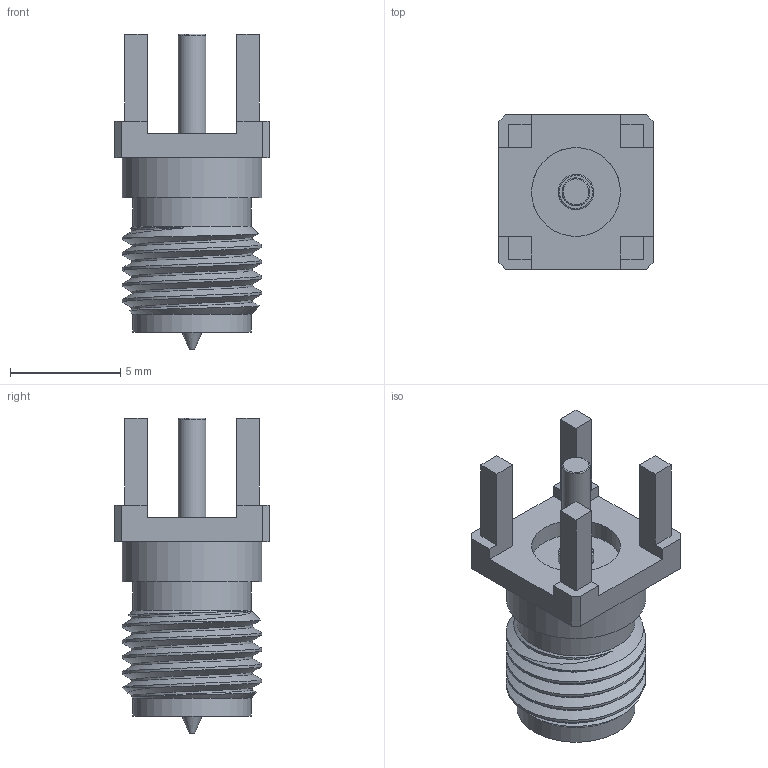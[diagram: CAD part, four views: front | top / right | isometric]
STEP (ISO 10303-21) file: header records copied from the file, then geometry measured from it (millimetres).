
FILE_DESCRIPTION(/* description */ ('Unknown'),/* implementation_level */ '2;1');
FILE_NAME(/* name */ '63012002124503',/* time_stamp */ '2018-09-20T16:59:26+02:00',/* author */ ('Unknown'),/* organization */ ('Unknown'),/* preprocessor_version */ 'ST-DEVELOPER v16.7',/* originating_system */ 'DEX',/* authorisation */ $);
FILE_SCHEMA (('AUTOMOTIVE_DESIGN {1 0 10303 214 3 1 1}'));
Length unit declared in the file: millimetre
Products named in the file (1): 63012002124503
Bounding box: 7 x 7 x 14.3 mm (x, y, z)
Volume: 246.2 mm3; surface area: 489.5 mm2
Topology: 1 solids, 3 shells, 71 faces, 172 edges, 114 vertices
Faces by surface type: plane 45, cylinder 14, torus 6, cone 4, bspline 2
Full cylindrical faces by diameter (mm): 0.92 x1, 1 x1, 1.27 x2, 1.6 x1, 4.03 x2, 4.95 x2, 5.35 x2, 6.33 x1
Entity records: 3023 total; most frequent: CARTESIAN_POINT 999, DIRECTION 304, ORIENTED_EDGE 278, EDGE_CURVE 139, AXIS2_PLACEMENT_3D 104, VERTEX_POINT 103, EDGE_LOOP 102, FACE_BOUND 102
